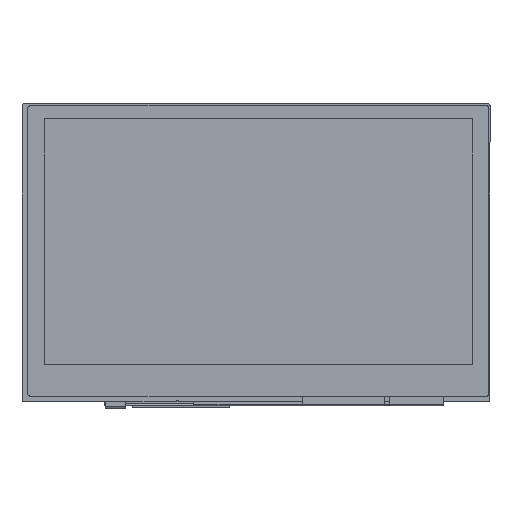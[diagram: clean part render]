
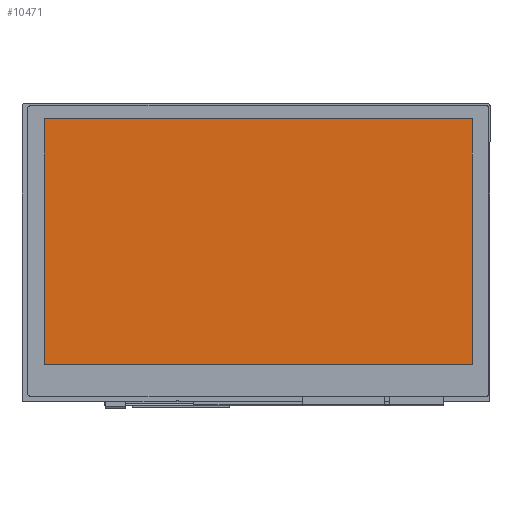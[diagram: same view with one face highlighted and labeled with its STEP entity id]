
A CAD part, top view. The second image highlights one B-rep face of the part: STEP entity #10471.
In plain terms, the highlighted planar face has unit normal (0, 0, 1).
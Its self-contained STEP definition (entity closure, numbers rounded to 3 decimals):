
#420=FACE_OUTER_BOUND('',#1056,.T.);
#1056=EDGE_LOOP('',(#6946,#6947,#6948,#6949));
#1696=LINE('',#15113,#3090);
#1699=LINE('',#15119,#3093);
#1702=LINE('',#15125,#3096);
#1705=LINE('',#15129,#3099);
#3090=VECTOR('',#12242,10.);
#3093=VECTOR('',#12247,10.);
#3096=VECTOR('',#12252,10.);
#3099=VECTOR('',#12257,10.);
#4484=VERTEX_POINT('',#15110);
#4485=VERTEX_POINT('',#15112);
#4487=VERTEX_POINT('',#15118);
#4489=VERTEX_POINT('',#15124);
#5460=EDGE_CURVE('',#4485,#4484,#1696,.T.);
#5463=EDGE_CURVE('',#4487,#4485,#1699,.T.);
#5466=EDGE_CURVE('',#4489,#4487,#1702,.T.);
#5469=EDGE_CURVE('',#4484,#4489,#1705,.T.);
#6946=ORIENTED_EDGE('',*,*,#5469,.T.);
#6947=ORIENTED_EDGE('',*,*,#5466,.T.);
#6948=ORIENTED_EDGE('',*,*,#5463,.T.);
#6949=ORIENTED_EDGE('',*,*,#5460,.T.);
#9878=PLANE('',#11499);
#10471=ADVANCED_FACE('',(#420),#9878,.T.);
#11499=AXIS2_PLACEMENT_3D('',#15130,#12258,#12259);
#12242=DIRECTION('',(-1.,0.,0.));
#12247=DIRECTION('',(0.,1.,0.));
#12252=DIRECTION('',(1.,0.,0.));
#12257=DIRECTION('',(0.,-1.,0.));
#12258=DIRECTION('center_axis',(0.,0.,1.));
#12259=DIRECTION('ref_axis',(1.,0.,0.));
#15110=CARTESIAN_POINT('',(28.587,84.318,0.7));
#15112=CARTESIAN_POINT('',(125.127,84.318,0.7));
#15113=CARTESIAN_POINT('',(125.127,84.318,0.7));
#15118=CARTESIAN_POINT('',(125.127,28.958,0.7));
#15119=CARTESIAN_POINT('',(125.127,28.958,0.7));
#15124=CARTESIAN_POINT('',(28.587,28.958,0.7));
#15125=CARTESIAN_POINT('',(28.587,28.958,0.7));
#15129=CARTESIAN_POINT('',(28.587,84.318,0.7));
#15130=CARTESIAN_POINT('Origin',(76.857,56.638,0.7));
